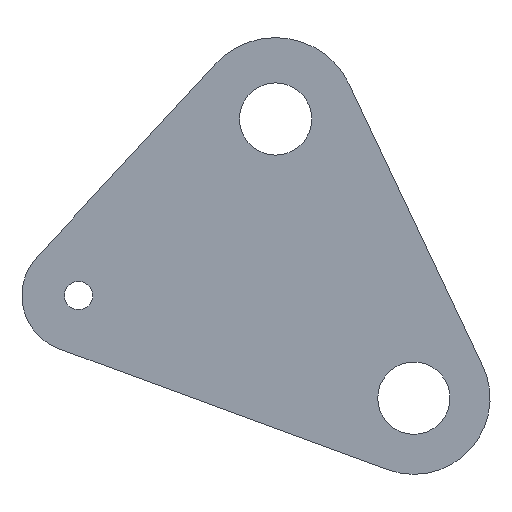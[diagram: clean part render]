
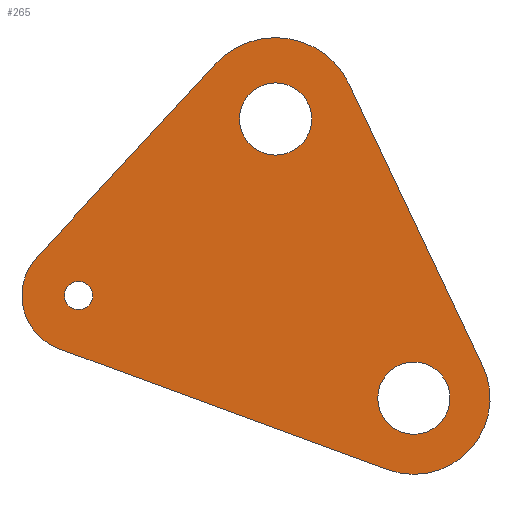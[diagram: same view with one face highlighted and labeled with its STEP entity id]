
A CAD part, left-side view. The second image highlights one B-rep face of the part: STEP entity #265.
In plain terms, the highlighted planar face has unit normal (-1, 0, 0).
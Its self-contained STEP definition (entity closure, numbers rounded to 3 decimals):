
#33=FACE_BOUND('',#72,.T.);
#34=FACE_BOUND('',#73,.T.);
#35=FACE_BOUND('',#74,.T.);
#41=PLANE('',#314);
#54=FACE_OUTER_BOUND('',#71,.T.);
#71=EDGE_LOOP('',(#237,#238,#239,#240,#241,#242));
#72=EDGE_LOOP('',(#243));
#73=EDGE_LOOP('',(#244));
#74=EDGE_LOOP('',(#245));
#78=LINE('',#431,#94);
#82=LINE('',#441,#98);
#89=LINE('',#470,#105);
#94=VECTOR('',#347,10.);
#98=VECTOR('',#357,10.);
#105=VECTOR('',#390,10.);
#112=CIRCLE('',#294,4.);
#114=CIRCLE('',#298,1.);
#115=CIRCLE('',#301,5.745);
#118=CIRCLE('',#305,5.379);
#120=CIRCLE('',#308,2.55);
#122=CIRCLE('',#311,2.55);
#133=VERTEX_POINT('',#421);
#134=VERTEX_POINT('',#422);
#137=VERTEX_POINT('',#430);
#139=VERTEX_POINT('',#436);
#140=VERTEX_POINT('',#440);
#142=VERTEX_POINT('',#446);
#145=VERTEX_POINT('',#454);
#147=VERTEX_POINT('',#460);
#149=VERTEX_POINT('',#466);
#156=EDGE_CURVE('',#133,#134,#112,.T.);
#160=EDGE_CURVE('',#137,#133,#78,.T.);
#163=EDGE_CURVE('',#139,#139,#114,.T.);
#165=EDGE_CURVE('',#134,#140,#82,.T.);
#168=EDGE_CURVE('',#137,#142,#115,.T.);
#173=EDGE_CURVE('',#145,#140,#118,.T.);
#176=EDGE_CURVE('',#147,#147,#120,.T.);
#179=EDGE_CURVE('',#149,#149,#122,.T.);
#180=EDGE_CURVE('',#142,#145,#89,.T.);
#237=ORIENTED_EDGE('',*,*,#173,.F.);
#238=ORIENTED_EDGE('',*,*,#180,.F.);
#239=ORIENTED_EDGE('',*,*,#168,.F.);
#240=ORIENTED_EDGE('',*,*,#160,.T.);
#241=ORIENTED_EDGE('',*,*,#156,.T.);
#242=ORIENTED_EDGE('',*,*,#165,.T.);
#243=ORIENTED_EDGE('',*,*,#163,.T.);
#244=ORIENTED_EDGE('',*,*,#179,.F.);
#245=ORIENTED_EDGE('',*,*,#176,.F.);
#265=ADVANCED_FACE('',(#54,#33,#34,#35),#41,.F.);
#294=AXIS2_PLACEMENT_3D('',#423,#339,#340);
#298=AXIS2_PLACEMENT_3D('',#437,#352,#353);
#301=AXIS2_PLACEMENT_3D('',#447,#362,#363);
#305=AXIS2_PLACEMENT_3D('',#456,#372,#373);
#308=AXIS2_PLACEMENT_3D('',#462,#379,#380);
#311=AXIS2_PLACEMENT_3D('',#468,#386,#387);
#314=AXIS2_PLACEMENT_3D('',#473,#394,#395);
#339=DIRECTION('center_axis',(-1.,0.,0.));
#340=DIRECTION('ref_axis',(0.,0.,-1.));
#347=DIRECTION('',(0.,0.679,-0.734));
#352=DIRECTION('center_axis',(1.,0.,0.));
#353=DIRECTION('ref_axis',(0.,0.,1.));
#357=DIRECTION('',(0.,-0.938,-0.345));
#362=DIRECTION('center_axis',(1.,0.,0.));
#363=DIRECTION('ref_axis',(0.,1.,0.));
#372=DIRECTION('center_axis',(1.,0.,0.));
#373=DIRECTION('ref_axis',(0.,0.889,-0.459));
#379=DIRECTION('center_axis',(-1.,0.,0.));
#380=DIRECTION('ref_axis',(0.,-1.,0.));
#386=DIRECTION('center_axis',(-1.,0.,0.));
#387=DIRECTION('ref_axis',(0.,-1.,0.));
#390=DIRECTION('',(0.,-0.429,-0.903));
#394=DIRECTION('center_axis',(1.,0.,0.));
#395=DIRECTION('ref_axis',(0.,0.,-1.));
#421=CARTESIAN_POINT('',(0.,16.85,-9.746));
#422=CARTESIAN_POINT('',(0.,15.296,-16.217));
#423=CARTESIAN_POINT('Origin',(0.,13.915,-12.463));
#430=CARTESIAN_POINT('',(0.,4.216,3.903));
#431=CARTESIAN_POINT('',(0.,7.97,-0.153));
#436=CARTESIAN_POINT('',(0.,13.915,-13.463));
#437=CARTESIAN_POINT('Origin',(0.,13.915,-12.463));
#440=CARTESIAN_POINT('',(0.,-7.9,-24.755));
#441=CARTESIAN_POINT('',(0.,11.704,-17.539));
#446=CARTESIAN_POINT('',(0.,-5.19,2.462));
#447=CARTESIAN_POINT('Origin',(0.,0.,0.));
#454=CARTESIAN_POINT('',(0.,-14.537,-17.241));
#456=CARTESIAN_POINT('Origin',(0.,-9.757,-19.707));
#460=CARTESIAN_POINT('',(0.,2.55,0.));
#462=CARTESIAN_POINT('Origin',(0.,0.,0.));
#466=CARTESIAN_POINT('',(0.,-7.207,-19.707));
#468=CARTESIAN_POINT('Origin',(0.,-9.757,-19.707));
#470=CARTESIAN_POINT('',(0.,-5.19,2.462));
#473=CARTESIAN_POINT('Origin',(0.,-4.696,-9.671));
